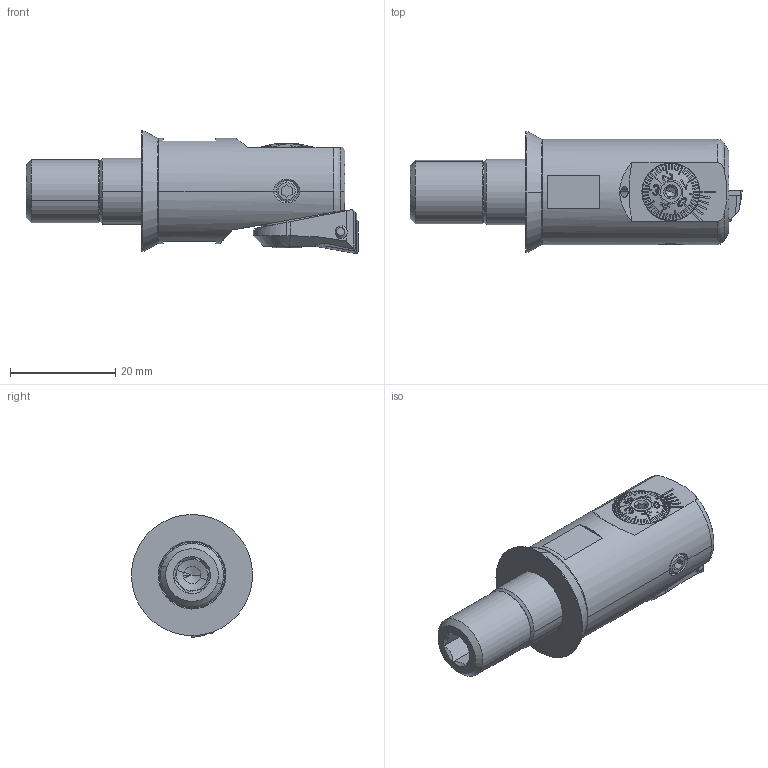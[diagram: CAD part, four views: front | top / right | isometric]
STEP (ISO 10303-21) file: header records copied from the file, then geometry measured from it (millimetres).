
FILE_DESCRIPTION (( 'STEP AP203' ), '1' );
FILE_NAME ('C00.020.024.041.STEP', '2018-03-06T13:40:42', ( 'SWIAdmin' ), ( 'Hewlett-Packard Company' ), 'SwSTEP 2.0', 'SolidWorks 2017', '' );
FILE_SCHEMA (( 'CONFIG_CONTROL_DESIGN' ));
Length unit declared in the file: millimetre
Products named in the file (21): WCA-ER2.001.006_A; F20-BG1.008.006_A; F20-WCA.001.005; F20-BG1.012.011; HP4-F20.024.041_A; F20-ER1.101.006_A; F20-BG3.004.017_A; F20-BG1.002.011_C; D23-D20.HP4.003_A; Klebstoff D4; F20-BG2.008.009_A; HP4-ER2.008.028_A; ISO 4026 - M4 x 3; F20-BG2.011.003_A; C00.020.024.041; F20; F20-BG2.011.004_A; F20-WCA.001.005_D_fertigbearbeitet; DIN 3771 - 11x1_x; CCMT060204; F20-BG2.007.006_A
Assembly tree (20 placements, depth 4):
  C00.020.024.041
    HP4-F20.024.041_A
    F20
      F20-BG1.012.011
        F20-BG1.002.011_C
        F20-BG2.008.009_A
        F20-BG2.011.003_A
        F20-BG2.011.004_A
        DIN 3771 - 11x1_x
        F20-BG2.007.006_A
        F20-BG1.008.006_A
      F20-BG3.004.017_A
      Klebstoff D4
      ISO 4026 - M4 x 3
    F20-WCA.001.005
      F20-WCA.001.005_D_fertigbearbeitet
      CCMT060204
      WCA-ER2.001.006_A
    F20-ER1.101.006_A
    D23-D20.HP4.003_A
    HP4-ER2.008.028_A
Bounding box: 63 x 23 x 23.35 mm (x, y, z)
Volume: 13059.6 mm3; surface area: 10101.9 mm2
Topology: 17 solids, 17 shells, 787 faces, 2015 edges, 1269 vertices
Faces by surface type: plane 338, cone 196, cylinder 148, torus 55, bspline 48, sphere 2
Entity records: 28745 total; most frequent: CARTESIAN_POINT 8410, ORIENTED_EDGE 4002, DIRECTION 3496, EDGE_CURVE 2001, AXIS2_PLACEMENT_3D 1360, VERTEX_POINT 1269, EDGE_LOOP 840, FACE_OUTER_BOUND 787
